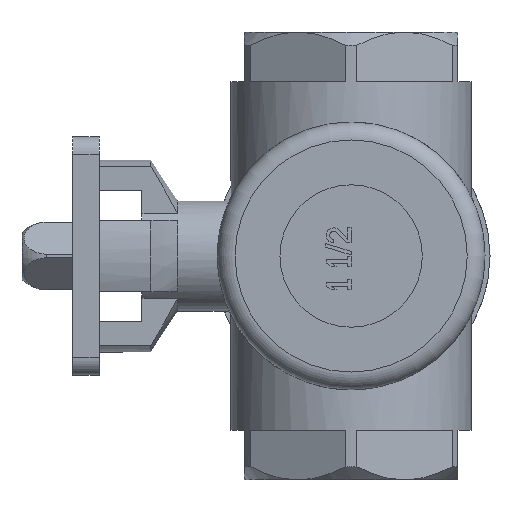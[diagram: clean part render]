
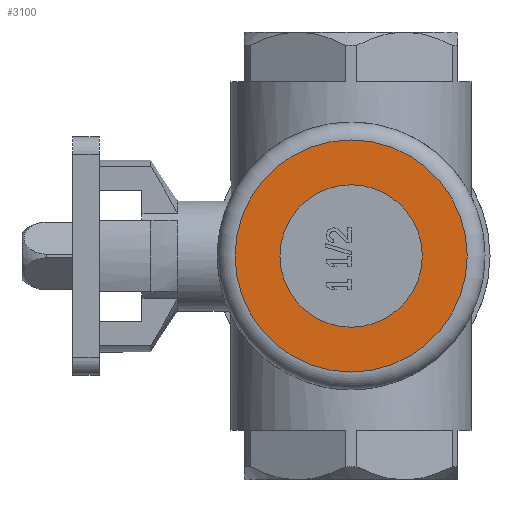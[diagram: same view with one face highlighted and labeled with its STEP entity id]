
A CAD part, left-side view. The second image highlights one B-rep face of the part: STEP entity #3100.
In plain terms, the highlighted planar face has unit normal (-1, 0, 0).
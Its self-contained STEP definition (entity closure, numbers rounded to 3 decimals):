
#239=CIRCLE('',#3386,32.6);
#240=CIRCLE('',#3388,20.);
#601=ORIENTED_EDGE('',*,*,#1437,.F.);
#602=ORIENTED_EDGE('',*,*,#1438,.T.);
#1437=EDGE_CURVE('',#1837,#1837,#239,.T.);
#1438=EDGE_CURVE('',#1838,#1838,#240,.T.);
#1837=VERTEX_POINT('',#5174);
#1838=VERTEX_POINT('',#5177);
#2540=EDGE_LOOP('',(#601));
#2541=EDGE_LOOP('',(#602));
#2779=FACE_BOUND('',#2540,.T.);
#2780=FACE_BOUND('',#2541,.T.);
#2974=PLANE('',#3387);
#3100=ADVANCED_FACE('',(#2779,#2780),#2974,.F.);
#3386=AXIS2_PLACEMENT_3D('',#5173,#3975,#3976);
#3387=AXIS2_PLACEMENT_3D('',#5175,#3977,#3978);
#3388=AXIS2_PLACEMENT_3D('',#5176,#3979,#3980);
#3975=DIRECTION('',(1.,0.,0.));
#3976=DIRECTION('',(0.,0.,-1.));
#3977=DIRECTION('',(1.,0.,0.));
#3978=DIRECTION('',(0.,0.,-1.));
#3979=DIRECTION('',(1.,0.,0.));
#3980=DIRECTION('',(0.,0.,-1.));
#5173=CARTESIAN_POINT('',(-42.5,0.,0.));
#5174=CARTESIAN_POINT('',(-42.5,0.,-32.6));
#5175=CARTESIAN_POINT('',(-42.5,0.,0.));
#5176=CARTESIAN_POINT('',(-42.5,0.,0.));
#5177=CARTESIAN_POINT('',(-42.5,0.,-20.));
